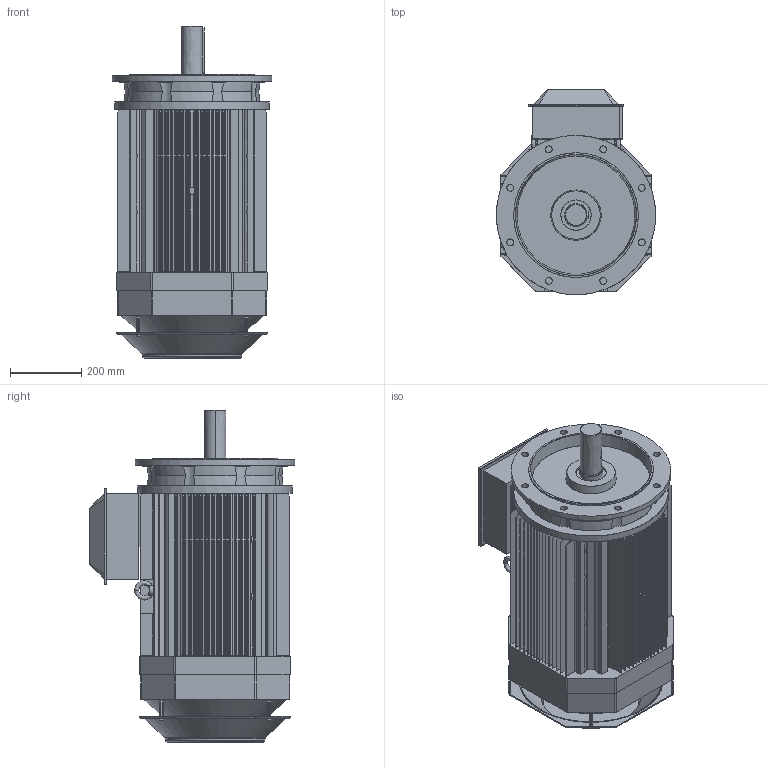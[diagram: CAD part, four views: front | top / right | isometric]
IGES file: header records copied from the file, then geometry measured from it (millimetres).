
Global section: file name: SCREW_M6X12nbdbkcjvbcxjkb_new.igs; preprocessor: I-DEAS 3D IGES Translator 16; date: 20150714.111635; units: millimetre
Bounding box: 447.92 x 577.05 x 932.7 mm (x, y, z)
Surface area: 4782470.5 mm2 (no closed solid volume)
Topology: 0 solids, 0 shells, 1361 faces, 12246 edges, 15106 vertices
Faces by surface type: bspline 1361
